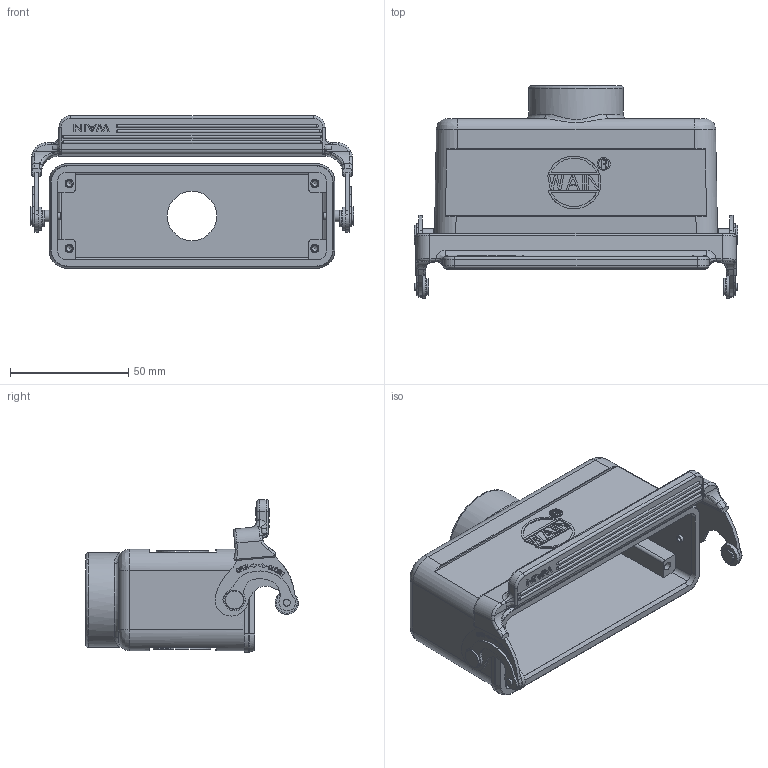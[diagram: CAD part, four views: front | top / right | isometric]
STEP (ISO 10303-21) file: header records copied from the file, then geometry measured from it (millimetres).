
FILE_DESCRIPTION(/* description */ (''),/* implementation_level */ '2;1');
FILE_NAME(/* name */ '3D_1240247211003_HV24B-CCT-1L_SC-M25_V1.0_stp.stp',/* time_stamp */ '2023-11-30T16:11:37+08:00',/* author */ (''),/* organization */ (''),/* preprocessor_version */ 'ST-DEVELOPER v18.1',/* originating_system */ 'SIEMENS PLM Software NX 1980',/* authorisation */ '');
FILE_SCHEMA (('PROCESS_PLANNING_SCHEMA'));
Length unit declared in the file: millimetre
Products named in the file (1): 3D_1240247211003_HV24B-CCT-1L_SC-M25_V1.0_stp
Bounding box: 137.1 x 89.98 x 64.62 mm (x, y, z)
Volume: 94436 mm3; surface area: 59776.2 mm2
Topology: 1 solids, 17 shells, 1188 faces, 3093 edges, 2019 vertices
Faces by surface type: plane 628, cylinder 401, bspline 47, extrusion 45, torus 30, cone 23, sphere 14
Full cylindrical faces by diameter (mm): 1.9 x2, 2.515 x4, 2.95 x5, 3 x2, 3.5 x4, 4.41 x1, 4.675 x1, 4.8 x2, 4.906 x2, 5 x4, 5.39 x1, 5.843 x1, 7 x2, 8 x2, 9.8 x2, 21 x1, 23.4 x1, 40 x1
Entity records: 38589 total; most frequent: CARTESIAN_POINT 9871, ORIENTED_EDGE 5950, DIRECTION 5821, EDGE_CURVE 2975, AXIS2_PLACEMENT_3D 2035, VERTEX_POINT 1980, VECTOR 1751, LINE 1706
